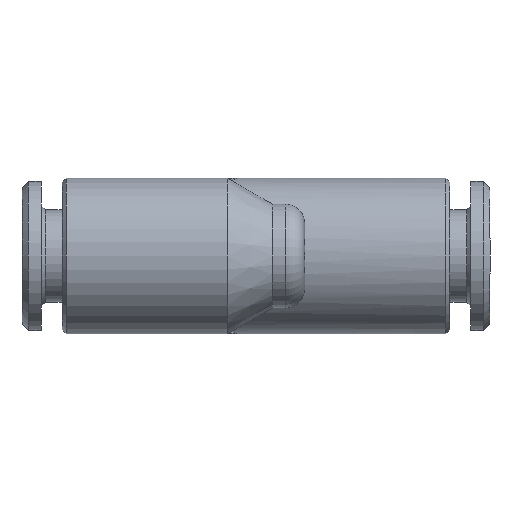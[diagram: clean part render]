
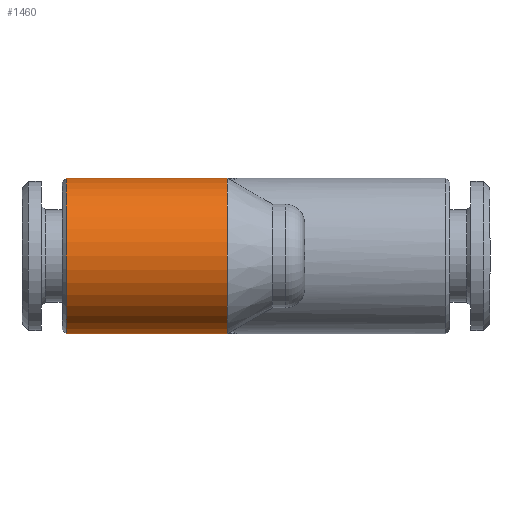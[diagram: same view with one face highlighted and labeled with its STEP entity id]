
A CAD part, left-side view. The second image highlights one B-rep face of the part: STEP entity #1460.
In plain terms, the highlighted cylindrical face has radius 6 mm (diameter 12 mm), a partial arc.
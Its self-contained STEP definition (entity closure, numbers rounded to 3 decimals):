
#156 = CYLINDRICAL_SURFACE ( 'NONE', #224, 6. ) ;
#157 = DIRECTION ( 'NONE',  ( 0., 0., 1. ) ) ;
#158 = DIRECTION ( 'NONE',  ( 0., 1., 0. ) ) ;
#159 = CARTESIAN_POINT ( 'NONE',  ( -6.6, 10.2, 0. ) ) ;
#160 = AXIS2_PLACEMENT_3D ( 'NONE', #159, #158, #157 ) ;
#161 = CIRCLE ( 'NONE', #160, 6. ) ;
#187 = FACE_OUTER_BOUND ( 'NONE', #1462, .T. ) ;
#221 = DIRECTION ( 'NONE',  ( 0., 0., 1. ) ) ;
#222 = DIRECTION ( 'NONE',  ( 0., 1., 0. ) ) ;
#223 = CARTESIAN_POINT ( 'NONE',  ( -6.6, 17.66, 0. ) ) ;
#224 = AXIS2_PLACEMENT_3D ( 'NONE', #223, #222, #221 ) ;
#630 = VERTEX_POINT ( 'NONE', #2599 ) ;
#636 = VERTEX_POINT ( 'NONE', #2542 ) ;
#638 = EDGE_CURVE ( 'NONE', #668, #636, #2610, .T. ) ;
#668 = VERTEX_POINT ( 'NONE', #2611 ) ;
#670 = EDGE_CURVE ( 'NONE', #630, #668, #2617, .T. ) ;
#684 = EDGE_CURVE ( 'NONE', #630, #685, #2623, .T. ) ;
#685 = VERTEX_POINT ( 'NONE', #2639 ) ;
#1236 = ORIENTED_EDGE ( 'NONE', *, *, #1459, .F. ) ;
#1459 = EDGE_CURVE ( 'NONE', #685, #636, #161, .T. ) ;
#1460 = ADVANCED_FACE ( 'NONE', ( #187 ), #156, .T. ) ;
#1462 = EDGE_LOOP ( 'NONE', ( #1463, #1464, #1465, #1236 ) ) ;
#1463 = ORIENTED_EDGE ( 'NONE', *, *, #684, .F. ) ;
#1464 = ORIENTED_EDGE ( 'NONE', *, *, #670, .T. ) ;
#1465 = ORIENTED_EDGE ( 'NONE', *, *, #638, .T. ) ;
#2542 = CARTESIAN_POINT ( 'NONE',  ( -6.6, 10.2, 6. ) ) ;
#2599 = CARTESIAN_POINT ( 'NONE',  ( -6.6, -2.236, -6. ) ) ;
#2607 = DIRECTION ( 'NONE',  ( 0., 1., 0. ) ) ;
#2608 = VECTOR ( 'NONE', #2607, 1000. ) ;
#2609 = CARTESIAN_POINT ( 'NONE',  ( -6.6, 17.66, 6. ) ) ;
#2610 = LINE ( 'NONE', #2609, #2608 ) ;
#2611 = CARTESIAN_POINT ( 'NONE',  ( -6.6, -2.236, 6. ) ) ;
#2615 = CARTESIAN_POINT ( 'NONE',  ( -6.6, -2.236, 0. ) ) ;
#2616 = AXIS2_PLACEMENT_3D ( 'NONE', #2615, #2676, #2675 ) ;
#2617 = CIRCLE ( 'NONE', #2616, 6. ) ;
#2620 = DIRECTION ( 'NONE',  ( 0., 1., 0. ) ) ;
#2621 = VECTOR ( 'NONE', #2620, 1000. ) ;
#2622 = CARTESIAN_POINT ( 'NONE',  ( -6.6, 17.66, -6. ) ) ;
#2623 = LINE ( 'NONE', #2622, #2621 ) ;
#2639 = CARTESIAN_POINT ( 'NONE',  ( -6.6, 10.2, -6. ) ) ;
#2675 = DIRECTION ( 'NONE',  ( 0., 0., 1. ) ) ;
#2676 = DIRECTION ( 'NONE',  ( 0., 1., 0. ) ) ;
